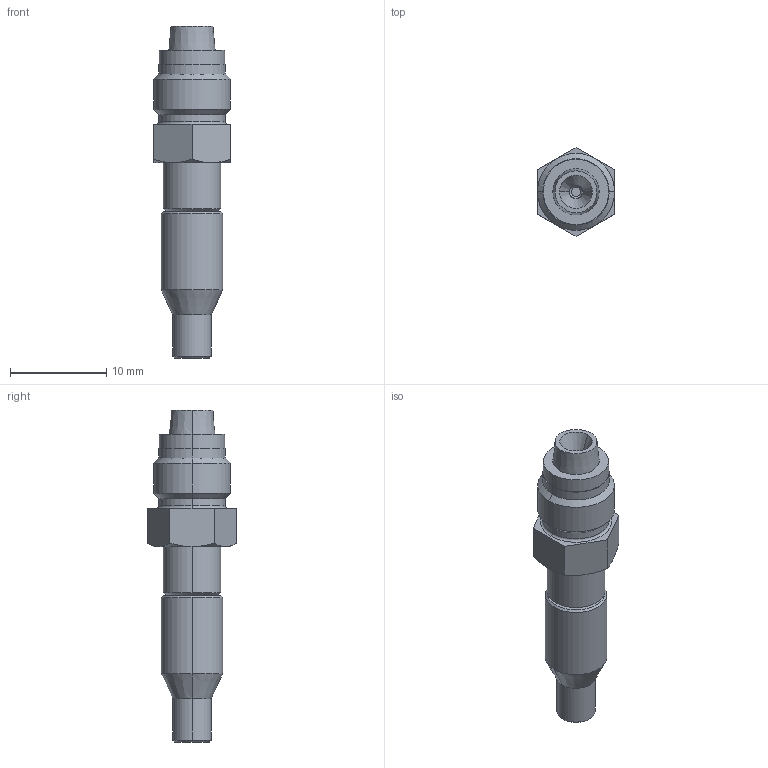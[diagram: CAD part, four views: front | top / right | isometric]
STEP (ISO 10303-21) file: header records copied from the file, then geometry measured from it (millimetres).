
FILE_DESCRIPTION (( 'STEP AP214' ), '1' );
FILE_NAME ('J01701A0008.STEP', '2012-02-29T07:49:42', ( 'markiewicz' ), ( '' ), 'SwSTEP 2.0', 'SolidWorks 2011', '' );
FILE_SCHEMA (( 'AUTOMOTIVE_DESIGN' ));
Length unit declared in the file: millimetre
Products named in the file (1): J01701A0008
Bounding box: 8 x 9.24 x 34.5 mm (x, y, z)
Volume: 982 mm3; surface area: 1314.7 mm2
Topology: 2 solids, 3 shells, 125 faces, 268 edges, 164 vertices
Faces by surface type: cylinder 50, cone 36, plane 35, torus 4
Entity records: 4779 total; most frequent: CARTESIAN_POINT 670, DIRECTION 612, ORIENTED_EDGE 536, EDGE_CURVE 268, AXIS2_PLACEMENT_3D 250, VERTEX_POINT 164, EDGE_LOOP 144, ADVANCED_FACE 125
